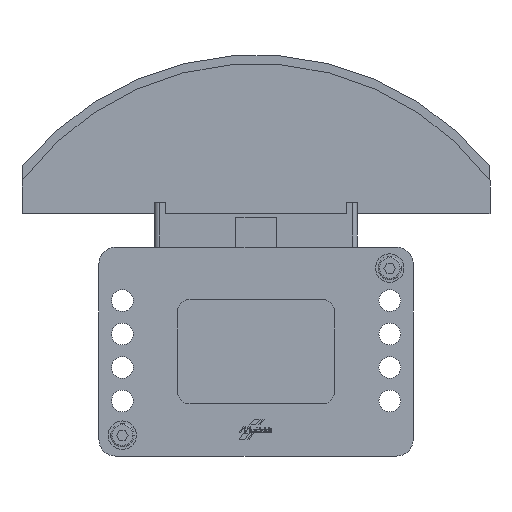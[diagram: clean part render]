
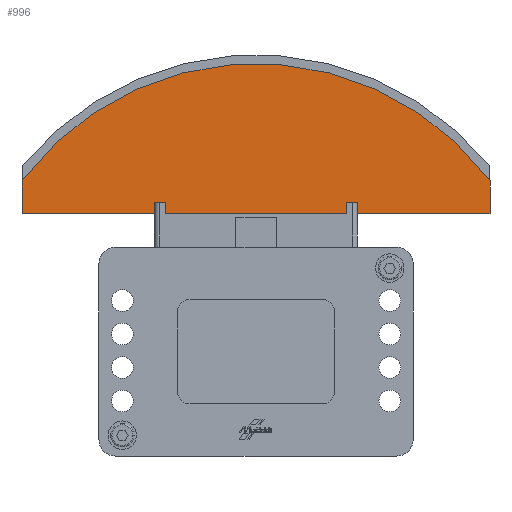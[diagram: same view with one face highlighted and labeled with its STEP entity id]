
A CAD part, front view. The second image highlights one B-rep face of the part: STEP entity #996.
In plain terms, the highlighted planar face has unit normal (0, -1, 0).
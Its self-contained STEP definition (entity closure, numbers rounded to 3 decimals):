
#996=ADVANCED_FACE('',(#2111),#2112,.T.);
#2111=FACE_OUTER_BOUND('',#3322,.T.);
#2112=PLANE('',#3323);
#3322=EDGE_LOOP('',(#6309,#6310,#6311,#6312,#6313,#6314,#6315,#6316,#6317,#6318,#6319,#6320,#6321));
#3323=AXIS2_PLACEMENT_3D('',#6322,#6323,#6324);
#6309=ORIENTED_EDGE('',*,*,#8144,.F.);
#6310=ORIENTED_EDGE('',*,*,#8142,.T.);
#6311=ORIENTED_EDGE('',*,*,#8145,.T.);
#6312=ORIENTED_EDGE('',*,*,#8146,.T.);
#6313=ORIENTED_EDGE('',*,*,#8147,.F.);
#6314=ORIENTED_EDGE('',*,*,#8148,.F.);
#6315=ORIENTED_EDGE('',*,*,#8149,.F.);
#6316=ORIENTED_EDGE('',*,*,#8150,.T.);
#6317=ORIENTED_EDGE('',*,*,#8151,.F.);
#6318=ORIENTED_EDGE('',*,*,#8152,.F.);
#6319=ORIENTED_EDGE('',*,*,#8153,.T.);
#6320=ORIENTED_EDGE('',*,*,#8154,.T.);
#6321=ORIENTED_EDGE('',*,*,#8155,.F.);
#6322=CARTESIAN_POINT('',(0.,-29.0,89.636));
#6323=DIRECTION('',(0.0,-1.0,0.0));
#6324=DIRECTION('',(1.0,0.0,0.0));
#8142=EDGE_CURVE('',#10022,#10024,#10026,.T.);
#8144=EDGE_CURVE('',#10022,#10028,#10029,.T.);
#8145=EDGE_CURVE('',#10024,#10030,#10031,.T.);
#8146=EDGE_CURVE('',#10030,#10032,#10033,.T.);
#8147=EDGE_CURVE('',#10034,#10032,#10035,.T.);
#8148=EDGE_CURVE('',#10036,#10034,#10037,.T.);
#8149=EDGE_CURVE('',#10038,#10036,#10039,.T.);
#8150=EDGE_CURVE('',#10038,#10040,#10041,.T.);
#8151=EDGE_CURVE('',#10042,#10040,#10043,.T.);
#8152=EDGE_CURVE('',#10044,#10042,#10045,.T.);
#8153=EDGE_CURVE('',#10044,#10046,#10047,.T.);
#8154=EDGE_CURVE('',#10046,#10048,#10049,.T.);
#8155=EDGE_CURVE('',#10028,#10048,#10050,.T.);
#10022=VERTEX_POINT('',#12533);
#10024=VERTEX_POINT('',#12536);
#10026=LINE('',#12539,#12540);
#10028=VERTEX_POINT('',#12542);
#10029=LINE('',#12543,#12544);
#10030=VERTEX_POINT('',#12545);
#10031=LINE('',#12546,#12547);
#10032=VERTEX_POINT('',#12548);
#10033=LINE('',#12549,#12550);
#10034=VERTEX_POINT('',#12551);
#10035=LINE('',#12552,#12553);
#10036=VERTEX_POINT('',#12554);
#10037=LINE('',#12555,#12556);
#10038=VERTEX_POINT('',#12557);
#10039=LINE('',#12558,#12559);
#10040=VERTEX_POINT('',#12560);
#10041=CIRCLE('',#12561,87.4);
#10042=VERTEX_POINT('',#12562);
#10043=LINE('',#12563,#12564);
#10044=VERTEX_POINT('',#12565);
#10045=LINE('',#12566,#12567);
#10046=VERTEX_POINT('',#12568);
#10047=LINE('',#12569,#12570);
#10048=VERTEX_POINT('',#12571);
#10049=LINE('',#12572,#12573);
#10050=LINE('',#12574,#12575);
#12533=CARTESIAN_POINT('',(-26.99,-29.0,72.5));
#12536=CARTESIAN_POINT('',(27.,-29.0,72.5));
#12539=CARTESIAN_POINT('',(0.,-29.0,72.5));
#12540=VECTOR('',#14453,1.0);
#12542=CARTESIAN_POINT('',(-26.99,-29.0,75.999));
#12543=CARTESIAN_POINT('',(-26.99,-29.0,81.943));
#12544=VECTOR('',#14454,1.0);
#12545=CARTESIAN_POINT('',(27.,-29.0,76.0));
#12546=CARTESIAN_POINT('',(27.,-29.0,81.943));
#12547=VECTOR('',#14455,1.0);
#12548=CARTESIAN_POINT('',(30.251,-29.0,76.));
#12549=CARTESIAN_POINT('',(14.312,-29.0,76.0));
#12550=VECTOR('',#14456,1.0);
#12551=CARTESIAN_POINT('',(30.251,-29.0,72.5));
#12552=CARTESIAN_POINT('',(30.251,-29.0,74.25));
#12553=VECTOR('',#14457,1.0);
#12554=CARTESIAN_POINT('',(70.0,-29.0,72.5));
#12555=CARTESIAN_POINT('',(70.0,-29.0,72.5));
#12556=VECTOR('',#14458,1.0);
#12557=CARTESIAN_POINT('',(70.0,-29.0,82.333));
#12558=CARTESIAN_POINT('',(70.0,-29.0,86.569));
#12559=VECTOR('',#14459,1.0);
#12560=CARTESIAN_POINT('',(-70.0,-29.0,82.333));
#12561=AXIS2_PLACEMENT_3D('',#14460,#14461,#14462);
#12562=CARTESIAN_POINT('',(-70.0,-29.0,72.5));
#12563=CARTESIAN_POINT('',(-70.0,-29.0,72.5));
#12564=VECTOR('',#14463,1.0);
#12565=CARTESIAN_POINT('',(-30.25,-29.0,72.5));
#12566=CARTESIAN_POINT('',(70.0,-29.0,72.5));
#12567=VECTOR('',#14464,1.0);
#12568=CARTESIAN_POINT('',(-30.25,-29.0,76.0));
#12569=CARTESIAN_POINT('',(-30.25,-29.0,81.943));
#12570=VECTOR('',#14465,1.0);
#12571=CARTESIAN_POINT('',(-27.,-29.0,76.));
#12572=CARTESIAN_POINT('',(-14.313,-29.0,76.0));
#12573=VECTOR('',#14466,1.0);
#12574=CARTESIAN_POINT('',(-14.308,-29.0,75.999));
#12575=VECTOR('',#14467,1.0);
#14453=DIRECTION('',(1.0,0.0,-0.0));
#14454=DIRECTION('',(0.0,0.0,1.0));
#14455=DIRECTION('',(-0.0,0.0,1.0));
#14456=DIRECTION('',(1.0,0.0,-0.0));
#14457=DIRECTION('',(-0.0,-0.0,1.0));
#14458=DIRECTION('',(-1.0,0.0,0.0));
#14459=DIRECTION('',(0.0,0.0,-1.0));
#14460=CARTESIAN_POINT('',(0.0,-29.0,30.0));
#14461=DIRECTION('',(0.0,-1.0,0.0));
#14462=DIRECTION('',(1.0,0.0,0.0));
#14463=DIRECTION('',(0.0,0.0,1.0));
#14464=DIRECTION('',(-1.0,0.0,0.0));
#14465=DIRECTION('',(-0.0,0.0,1.0));
#14466=DIRECTION('',(1.0,0.0,-0.0));
#14467=DIRECTION('',(-1.0,-0.0,-0.0));
